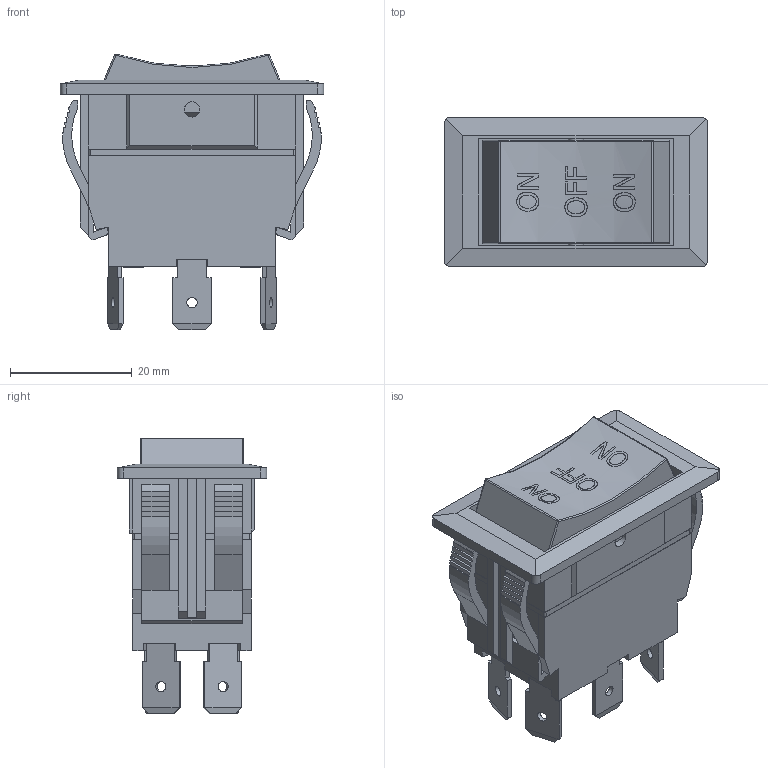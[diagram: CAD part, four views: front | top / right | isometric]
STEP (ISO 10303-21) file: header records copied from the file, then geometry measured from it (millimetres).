
FILE_DESCRIPTION(/* description */ ('','CAx-IF Rec.Pracs.---Representation and Presentation of Product Manufacturing Information (PMI)---4.0---2014-10-13'),/* implementation_level */ '2;1');
FILE_NAME(/* name */ 'RVW4KDxxx2.stp',/* time_stamp */ '2020-02-03T09:38:47-06:00',/* author */ ('mroman'),/* organization */ (''),/* preprocessor_version */ 'ST-DEVELOPER v17',/* originating_system */ 'Autodesk Inventor 2018',/* authorisation */ '');
FILE_SCHEMA (('AP242_MANAGED_MODEL_BASED_3D_ENGINEERING_MIM_LF { 1 0 10303 442 1 1 4 }'));
Length unit declared in the file: millimetre
Products named in the file (1): RVW4KDxxx2
Bounding box: 43.2 x 24.5 x 45.3 mm (x, y, z)
Volume: 10353.8 mm3; surface area: 13855.8 mm2
Topology: 1 solids, 1 shells, 478 faces, 1302 edges, 850 vertices
Faces by surface type: plane 347, cylinder 68, bspline 46, sphere 8, cone 7, torus 2
Full cylindrical faces by diameter (mm): 1.7 x6, 2.5 x2, 3.3 x6, 3.5 x1, 7 x1
Entity records: 25424 total; most frequent: CARTESIAN_POINT 13398, ORIENTED_EDGE 2596, DIRECTION 2256, EDGE_CURVE 1298, LINE 984, VECTOR 984, VERTEX_POINT 850, AXIS2_PLACEMENT_3D 640
